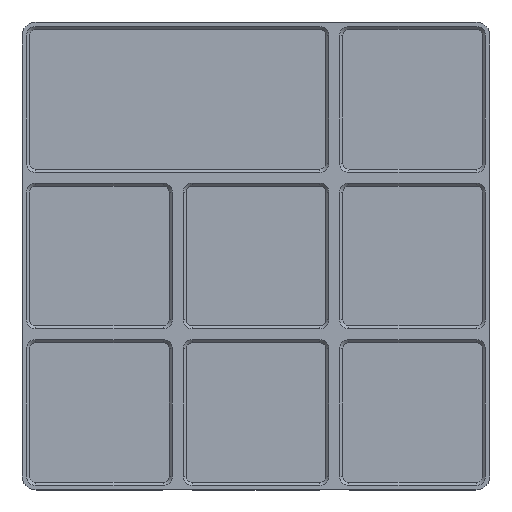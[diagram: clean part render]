
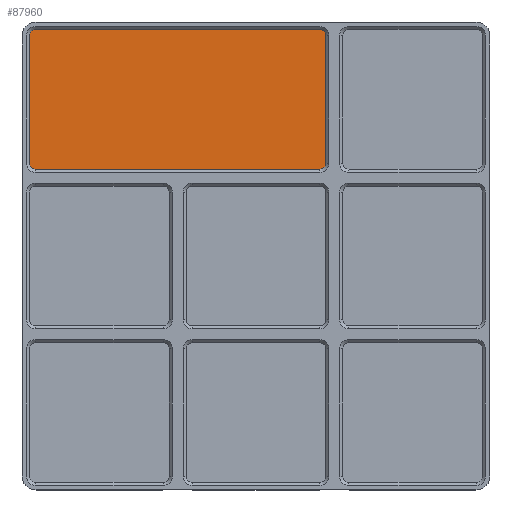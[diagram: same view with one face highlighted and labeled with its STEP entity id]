
A CAD part, top view. The second image highlights one B-rep face of the part: STEP entity #87960.
In plain terms, the highlighted planar face has unit normal (0, 0, 1).
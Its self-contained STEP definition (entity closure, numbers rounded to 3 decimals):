
#85350=CARTESIAN_POINT('',(248.15,254.25,7.));
#85360=VERTEX_POINT('',#85350);
#85390=CARTESIAN_POINT('',(248.15,255.85,7.));
#85400=DIRECTION('',(0.,0.,-1.));
#85410=DIRECTION('',(-1.,0.,0.));
#85420=AXIS2_PLACEMENT_3D('',#85390,#85400,#85410);
#85430=CIRCLE('',#85420,1.6);
#85440=CARTESIAN_POINT('',(249.75,255.85,7.));
#85450=VERTEX_POINT('',#85440);
#85460=EDGE_CURVE('',#85450,#85360,#85430,.T.);
#86780=CARTESIAN_POINT('',(171.85,291.75,7.));
#86790=VERTEX_POINT('',#86780);
#86820=CARTESIAN_POINT('',(171.85,290.15,7.));
#86830=DIRECTION('',(0.,0.,-1.));
#86840=DIRECTION('',(-1.,0.,0.));
#86850=AXIS2_PLACEMENT_3D('',#86820,#86830,#86840);
#86860=CIRCLE('',#86850,1.6);
#86870=CARTESIAN_POINT('',(170.25,290.15,7.));
#86880=VERTEX_POINT('',#86870);
#86890=EDGE_CURVE('',#86880,#86790,#86860,.T.);
#87200=CARTESIAN_POINT('',(170.25,255.85,7.));
#87210=VERTEX_POINT('',#87200);
#87240=CARTESIAN_POINT('',(171.85,255.85,7.));
#87250=DIRECTION('',(0.,0.,-1.));
#87260=DIRECTION('',(-1.,0.,0.));
#87270=AXIS2_PLACEMENT_3D('',#87240,#87250,#87260);
#87280=CIRCLE('',#87270,1.6);
#87290=CARTESIAN_POINT('',(171.85,254.25,7.));
#87300=VERTEX_POINT('',#87290);
#87310=EDGE_CURVE('',#87300,#87210,#87280,.T.);
#87510=CARTESIAN_POINT('',(189.,273.,7.));
#87520=DIRECTION('',(0.,0.,1.));
#87530=DIRECTION('',(1.,0.,0.));
#87540=AXIS2_PLACEMENT_3D('',#87510,#87520,#87530);
#87550=PLANE('',#87540);
#87560=ORIENTED_EDGE('',*,*,#86890,.F.);
#87570=CARTESIAN_POINT('',(215.,291.75,7.));
#87580=DIRECTION('',(1.,0.,0.));
#87590=VECTOR('',#87580,1.);
#87600=LINE('',#87570,#87590);
#87610=CARTESIAN_POINT('',(248.15,291.75,7.));
#87620=VERTEX_POINT('',#87610);
#87630=EDGE_CURVE('',#86790,#87620,#87600,.T.);
#87640=ORIENTED_EDGE('',*,*,#87630,.F.);
#87650=CARTESIAN_POINT('',(248.15,290.15,7.));
#87660=DIRECTION('',(0.,0.,-1.));
#87670=DIRECTION('',(-1.,0.,0.));
#87680=AXIS2_PLACEMENT_3D('',#87650,#87660,#87670);
#87690=CIRCLE('',#87680,1.6);
#87700=CARTESIAN_POINT('',(249.75,290.15,7.));
#87710=VERTEX_POINT('',#87700);
#87720=EDGE_CURVE('',#87620,#87710,#87690,.T.);
#87730=ORIENTED_EDGE('',*,*,#87720,.F.);
#87740=CARTESIAN_POINT('',(249.75,289.,7.));
#87750=DIRECTION('',(0.,-1.,0.));
#87760=VECTOR('',#87750,1.);
#87770=LINE('',#87740,#87760);
#87780=EDGE_CURVE('',#87710,#85450,#87770,.T.);
#87790=ORIENTED_EDGE('',*,*,#87780,.F.);
#87800=ORIENTED_EDGE('',*,*,#85460,.F.);
#87810=CARTESIAN_POINT('',(205.,254.25,7.));
#87820=DIRECTION('',(-1.,0.,0.));
#87830=VECTOR('',#87820,1.);
#87840=LINE('',#87810,#87830);
#87850=EDGE_CURVE('',#85360,#87300,#87840,.T.);
#87860=ORIENTED_EDGE('',*,*,#87850,.F.);
#87870=ORIENTED_EDGE('',*,*,#87310,.F.);
#87880=CARTESIAN_POINT('',(170.25,257.,7.));
#87890=DIRECTION('',(0.,1.,0.));
#87900=VECTOR('',#87890,1.);
#87910=LINE('',#87880,#87900);
#87920=EDGE_CURVE('',#87210,#86880,#87910,.T.);
#87930=ORIENTED_EDGE('',*,*,#87920,.F.);
#87940=EDGE_LOOP('',(#87930,#87870,#87860,#87800,#87790,#87730,#87640,
#87560));
#87950=FACE_OUTER_BOUND('',#87940,.T.);
#87960=ADVANCED_FACE('',(#87950),#87550,.T.);
